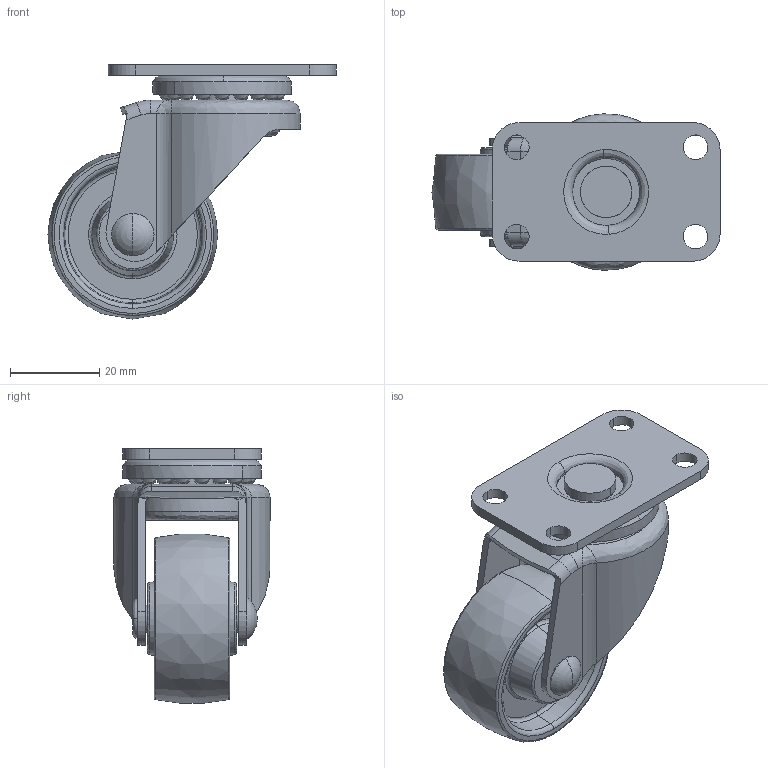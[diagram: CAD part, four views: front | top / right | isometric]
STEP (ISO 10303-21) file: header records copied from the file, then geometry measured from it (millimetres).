
FILE_DESCRIPTION( (''), '2;1');
FILE_NAME ('PC002.1388.TCA_420E_U40_20418.stp','2024-06-11T16:04:53',(''),(''),'spGate 19.8.4 (****-****-****-****)','','');
FILE_SCHEMA (('AUTOMOTIVE_DESIGN'));
Length unit declared in the file: millimetre
Products named in the file (6): Assembly; body; mounting plate; main shaft; axle; wheel
Assembly tree (5 placements, depth 2):
  Assembly
    body
    mounting plate
    main shaft
    axle
    wheel
Bounding box: 64.5 x 34.98 x 56.9 mm (x, y, z)
Volume: 27319.6 mm3; surface area: 18713.3 mm2
Topology: 5 solids, 5 shells, 193 faces, 510 edges, 334 vertices
Faces by surface type: bspline 84, cylinder 55, plane 52, sphere 2
Entity records: 13740 total; most frequent: CARTESIAN_POINT 5172, ORIENTED_EDGE 1012, DIRECTION 857, COLOUR_RGB 704, PRESENTATION_STYLE_ASSIGNMENT 704, STYLED_ITEM 704, EDGE_CURVE 506, DRAUGHTING_PRE_DEFINED_CURVE_FONT 506
